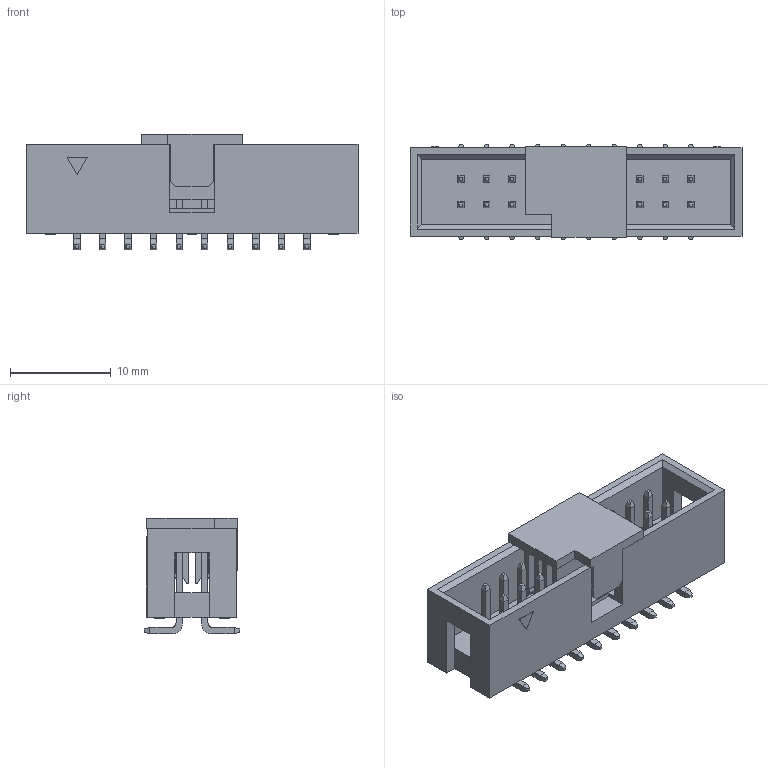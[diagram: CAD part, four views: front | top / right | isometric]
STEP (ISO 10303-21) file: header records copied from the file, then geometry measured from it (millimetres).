
FILE_DESCRIPTION( ('This file contains a STEP AP42 implementation' ,'as created by ZW3D STEP Interface translator.') ,'2;1' );
FILE_NAME( '3110-XXMXXBK00X1.stp' ,'2312 8.115350', (''), ('ZWCAD Software Co.'), 'Version 1.0', 'ZW3D to STEP translator', '' );
FILE_SCHEMA(('AUTOMOTIVE_DESIGN { 1 0 10303 214 1 1 1 1 }'));
Length unit declared in the file: millimetre
Products named in the file (3): 0; 3110-20MG0BK00R1; S1
Assembly tree (1 placements, depth 2):
  0
  3110-20MG0BK00R1
    S1
Bounding box: 33.02 x 9.5 x 11.5 mm (x, y, z)
Volume: 1495.8 mm3; surface area: 3002.7 mm2
Topology: 2 solids, 2 shells, 648 faces, 1537 edges, 938 vertices
Faces by surface type: plane 575, cylinder 67, bspline 6
Full cylindrical faces by diameter (mm): 0.95 x6
Entity records: 18914 total; most frequent: CARTESIAN_POINT 3307, ORIENTED_EDGE 3074, DIRECTION 2957, EDGE_CURVE 1537, VECTOR 1397, LINE 1397, VERTEX_POINT 938, AXIS2_PLACEMENT_3D 780
